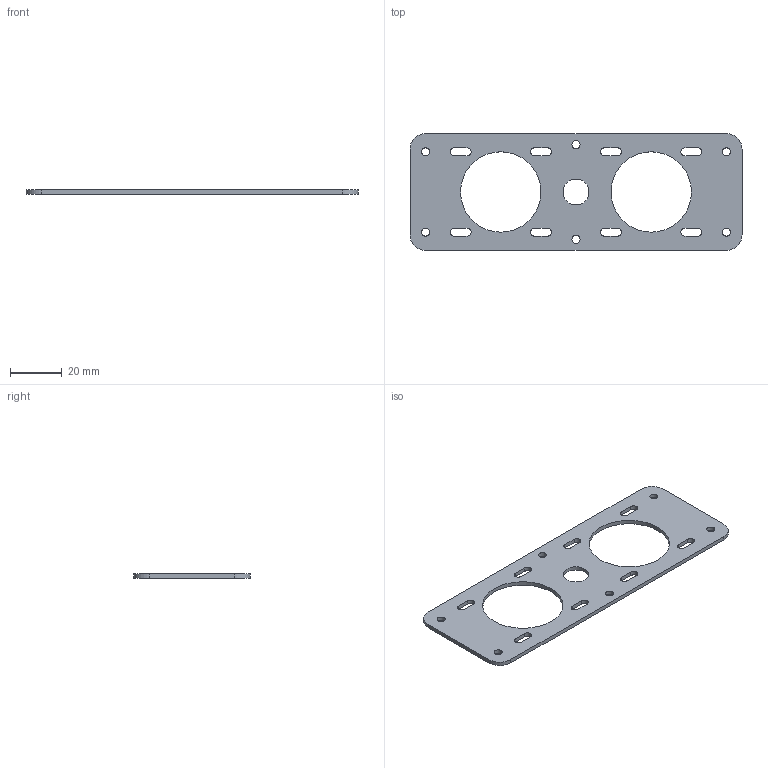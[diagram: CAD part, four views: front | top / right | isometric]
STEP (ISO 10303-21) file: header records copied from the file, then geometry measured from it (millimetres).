
FILE_DESCRIPTION(/* description */ (''),/* implementation_level */ '2;1');
FILE_NAME(/* name */ '0f512459-9f25-4932-9a92-89f460e6b0fa.stp',/* time_stamp */ '2021-05-29T18:18:41+00:00',/* author */ (''),/* organization */ (''),/* preprocessor_version */ 'ST-DEVELOPER v18.1',/* originating_system */ 'Autodesk Translation Framework v10.9.0.1377',/* authorisation */ '');
FILE_SCHEMA (('AUTOMOTIVE_DESIGN { 1 0 10303 214 3 1 1 }'));
Length unit declared in the file: millimetre
Products named in the file (1): Stepper-Holder-REL1
Bounding box: 128 x 45 x 1.59 mm (x, y, z)
Volume: 6219.1 mm3; surface area: 9060.1 mm2
Topology: 1 solids, 1 shells, 51 faces, 147 edges, 98 vertices
Faces by surface type: cylinder 29, plane 22
Full cylindrical faces by diameter (mm): 3.1 x6, 10 x1, 31 x2
Entity records: 1800 total; most frequent: DIRECTION 309, CARTESIAN_POINT 297, ORIENTED_EDGE 294, EDGE_CURVE 147, AXIS2_PLACEMENT_3D 110, VERTEX_POINT 98, LINE 89, VECTOR 89
